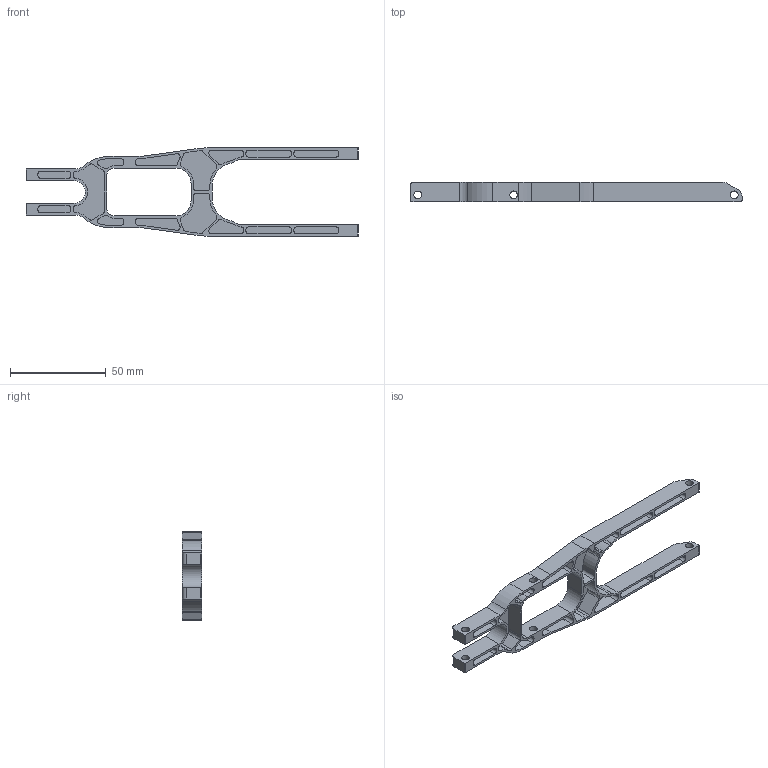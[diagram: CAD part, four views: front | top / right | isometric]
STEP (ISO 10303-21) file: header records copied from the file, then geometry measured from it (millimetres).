
FILE_DESCRIPTION (( 'STEP AP203' ), '1' );
FILE_NAME ('Linkk4_Default_sldprt.STEP', '2023-08-01T11:31:24', ( '' ), ( '' ), 'SwSTEP 2.0', 'SolidWorks 2022', '' );
FILE_SCHEMA (( 'CONFIG_CONTROL_DESIGN' ));
Length unit declared in the file: millimetre
Products named in the file (1): Linkk4_Default_sldprt
Bounding box: 173 x 10 x 46 mm (x, y, z)
Volume: 13104.7 mm3; surface area: 20136.4 mm2
Topology: 1 solids, 1 shells, 243 faces, 678 edges, 452 vertices
Faces by surface type: cylinder 140, plane 103
Entity records: 8017 total; most frequent: DIRECTION 1446, CARTESIAN_POINT 1374, ORIENTED_EDGE 1356, EDGE_CURVE 678, AXIS2_PLACEMENT_3D 524, VERTEX_POINT 452, LINE 398, VECTOR 398
